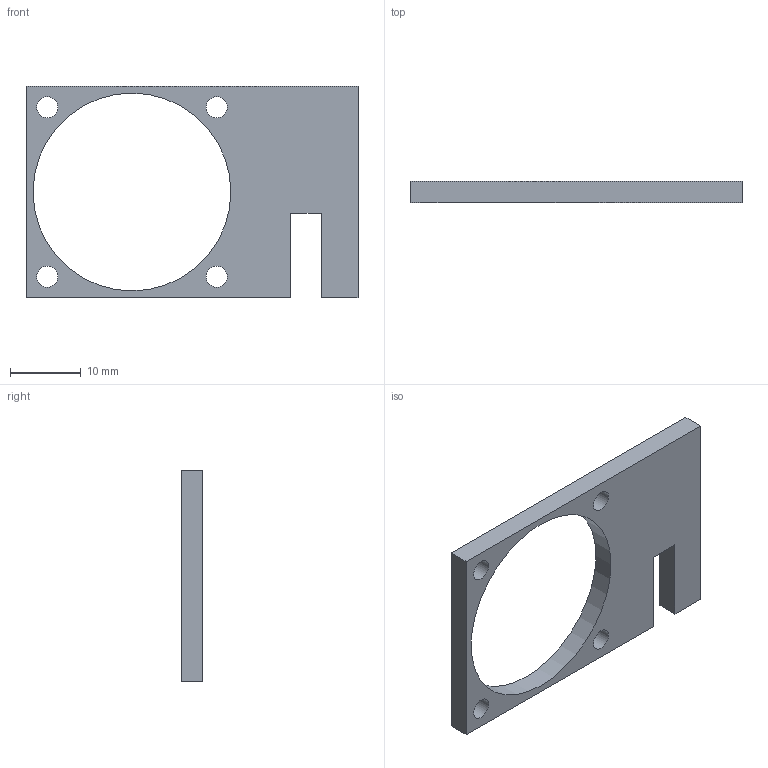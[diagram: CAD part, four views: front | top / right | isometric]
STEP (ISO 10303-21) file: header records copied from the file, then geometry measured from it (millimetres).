
FILE_DESCRIPTION(/* description */ (''),/* implementation_level */ '2;1');
FILE_NAME(/* name */ 'Fan Retainer.step',/* time_stamp */ '2018-04-17T21:25:45-04:00',/* author */ ('scottziv'),/* organization */ (''),/* preprocessor_version */ 'ST-DEVELOPER v16.13',/* originating_system */ 'Autodesk Translation Framework v6.5.0.72',/* authorisation */ '');
FILE_SCHEMA (('AUTOMOTIVE_DESIGN { 1 0 10303 214 3 1 1 }'));
Length unit declared in the file: millimetre
Products named in the file (2): Dc Extruder; Blower Retainer
Assembly tree (1 placements, depth 2):
  Dc Extruder
    Blower Retainer
Bounding box: 47 x 3 x 30 mm (x, y, z)
Volume: 2140.8 mm3; surface area: 2338.2 mm2
Topology: 1 solids, 1 shells, 15 faces, 39 edges, 26 vertices
Faces by surface type: plane 10, cylinder 5
Full cylindrical faces by diameter (mm): 3 x4, 28 x1
Entity records: 543 total; most frequent: DIRECTION 85, CARTESIAN_POINT 83, ORIENTED_EDGE 78, EDGE_CURVE 39, LINE 29, VECTOR 29, AXIS2_PLACEMENT_3D 28, VERTEX_POINT 26
